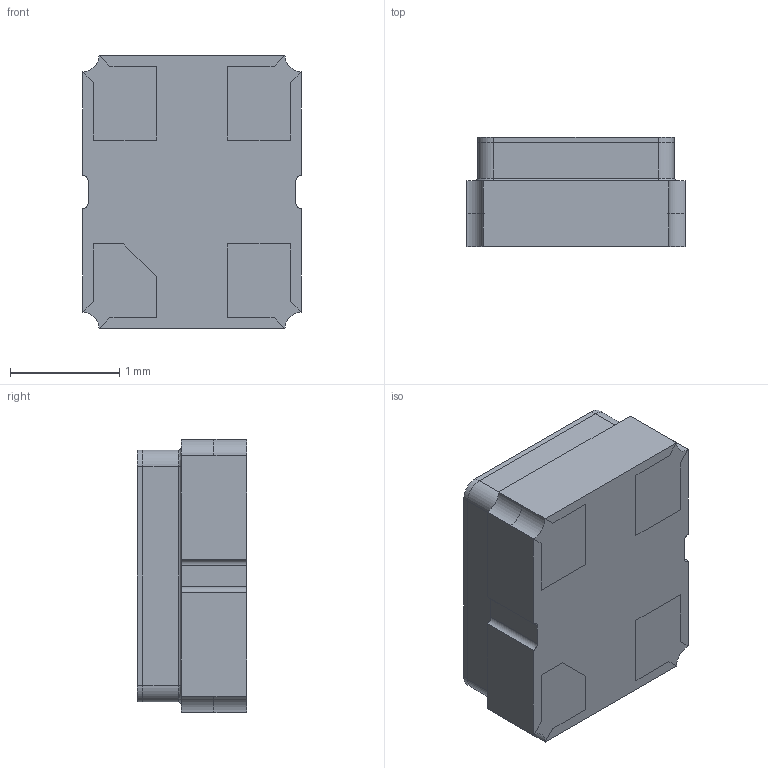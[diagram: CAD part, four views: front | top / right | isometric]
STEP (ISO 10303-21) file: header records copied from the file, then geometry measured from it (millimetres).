
FILE_DESCRIPTION (( 'STEP AP214' ), '1' );
FILE_NAME ('ATX-12-F-26.000MHZ-F05-T.STEP', '2021-08-03T17:26:11', ( '' ), ( '' ), 'SwSTEP 2.0', 'SolidWorks 2017', '' );
FILE_SCHEMA (( 'AUTOMOTIVE_DESIGN' ));
Length unit declared in the file: millimetre
Products named in the file (1): ATX-12-F-26.000MHZ-F05-T
Bounding box: 2 x 1 x 2.5 mm (x, y, z)
Volume: 4.6 mm3; surface area: 35.7 mm2
Topology: 16 solids, 16 shells, 221 faces, 536 edges, 348 vertices
Faces by surface type: plane 158, bspline 37, cylinder 26
Entity records: 8191 total; most frequent: CARTESIAN_POINT 2722, ORIENTED_EDGE 1072, DIRECTION 888, EDGE_CURVE 536, VECTOR 414, LINE 414, VERTEX_POINT 348, AXIS2_PLACEMENT_3D 237
